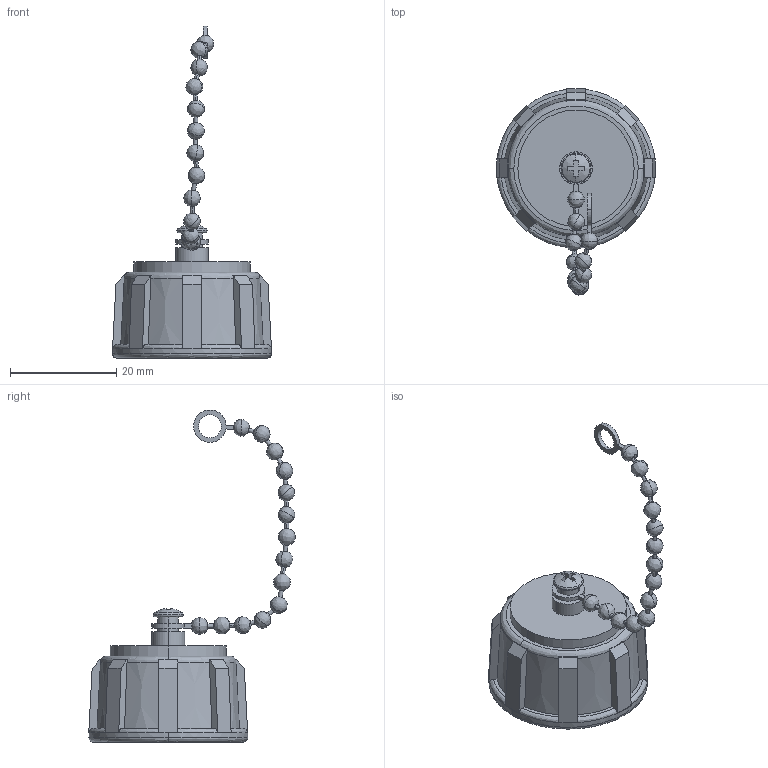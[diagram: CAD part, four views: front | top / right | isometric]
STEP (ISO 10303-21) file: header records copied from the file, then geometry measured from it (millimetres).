
FILE_DESCRIPTION (( 'STEP AP203' ), '1' );
FILE_NAME ('41495.STEP', '2012-08-20T18:39:14', ( '21FPBF1' ), ( 'Conxall' ), 'SwSTEP 2.0', 'SolidWorks 2011', '' );
FILE_SCHEMA (( 'CONFIG_CONTROL_DESIGN' ));
Length unit declared in the file: inch
Products named in the file (1): 41495
Bounding box: 29.85 x 38.79 x 62.36 mm (x, y, z)
Volume: 6501.7 mm3; surface area: 4802.3 mm2
Topology: 2 solids, 2 shells, 211 faces, 602 edges, 368 vertices
Faces by surface type: plane 90, cylinder 64, bspline 49, cone 8
Entity records: 9179 total; most frequent: CARTESIAN_POINT 4241, ORIENTED_EDGE 1100, DIRECTION 911, EDGE_CURVE 550, VERTEX_POINT 368, AXIS2_PLACEMENT_3D 347, EDGE_LOOP 240, VECTOR 217
